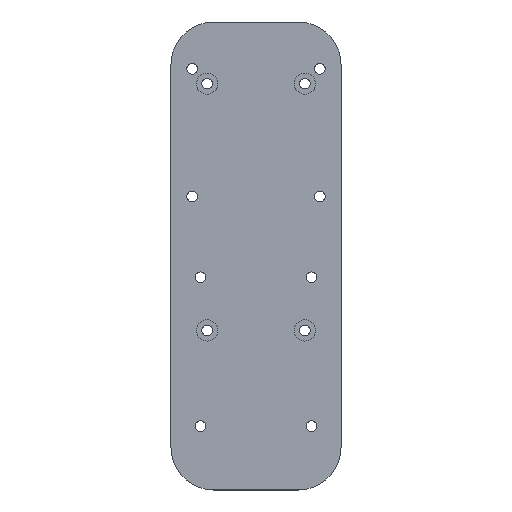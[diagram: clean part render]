
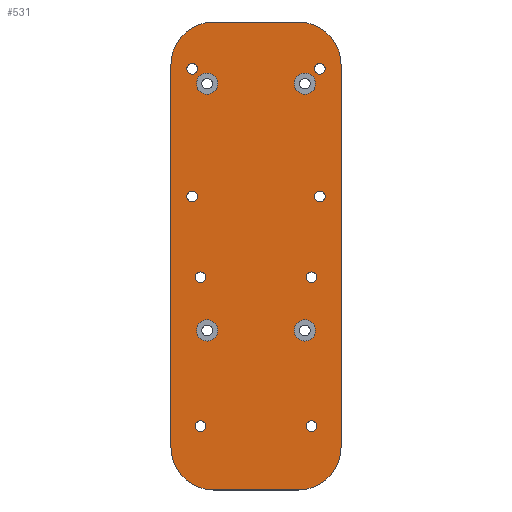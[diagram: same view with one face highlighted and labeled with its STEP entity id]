
A CAD part, top view. The second image highlights one B-rep face of the part: STEP entity #531.
In plain terms, the highlighted planar face has unit normal (0, 0, 1).
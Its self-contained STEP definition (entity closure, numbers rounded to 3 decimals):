
#15=FACE_BOUND('',#86,.T.);
#16=FACE_BOUND('',#87,.T.);
#17=FACE_BOUND('',#88,.T.);
#18=FACE_BOUND('',#89,.T.);
#19=FACE_BOUND('',#90,.T.);
#20=FACE_BOUND('',#91,.T.);
#21=FACE_BOUND('',#92,.T.);
#22=FACE_BOUND('',#93,.T.);
#23=FACE_BOUND('',#94,.T.);
#24=FACE_BOUND('',#95,.T.);
#25=FACE_BOUND('',#96,.T.);
#26=FACE_BOUND('',#97,.T.);
#44=PLANE('',#577);
#55=FACE_OUTER_BOUND('',#85,.T.);
#85=EDGE_LOOP('',(#373,#374,#375,#376,#377,#378,#379,#380));
#86=EDGE_LOOP('',(#381));
#87=EDGE_LOOP('',(#382));
#88=EDGE_LOOP('',(#383));
#89=EDGE_LOOP('',(#384));
#90=EDGE_LOOP('',(#385));
#91=EDGE_LOOP('',(#386));
#92=EDGE_LOOP('',(#387));
#93=EDGE_LOOP('',(#388));
#94=EDGE_LOOP('',(#389));
#95=EDGE_LOOP('',(#390));
#96=EDGE_LOOP('',(#391));
#97=EDGE_LOOP('',(#392));
#143=LINE('',#829,#175);
#146=LINE('',#835,#178);
#147=LINE('',#839,#179);
#148=LINE('',#843,#180);
#175=VECTOR('',#655,10.);
#178=VECTOR('',#660,10.);
#179=VECTOR('',#663,10.);
#180=VECTOR('',#666,10.);
#205=CIRCLE('',#574,10.);
#207=CIRCLE('',#578,10.);
#208=CIRCLE('',#579,10.);
#209=CIRCLE('',#580,10.);
#210=CIRCLE('',#581,2.5);
#211=CIRCLE('',#582,2.5);
#212=CIRCLE('',#583,2.5);
#213=CIRCLE('',#584,2.5);
#214=CIRCLE('',#585,1.25);
#215=CIRCLE('',#586,1.25);
#216=CIRCLE('',#587,1.25);
#217=CIRCLE('',#588,1.25);
#218=CIRCLE('',#589,1.25);
#219=CIRCLE('',#590,1.25);
#220=CIRCLE('',#591,1.25);
#221=CIRCLE('',#592,1.25);
#245=VERTEX_POINT('',#819);
#246=VERTEX_POINT('',#820);
#249=VERTEX_POINT('',#828);
#251=VERTEX_POINT('',#834);
#252=VERTEX_POINT('',#836);
#253=VERTEX_POINT('',#838);
#254=VERTEX_POINT('',#840);
#255=VERTEX_POINT('',#842);
#256=VERTEX_POINT('',#845);
#257=VERTEX_POINT('',#847);
#258=VERTEX_POINT('',#849);
#259=VERTEX_POINT('',#851);
#260=VERTEX_POINT('',#853);
#261=VERTEX_POINT('',#855);
#262=VERTEX_POINT('',#857);
#263=VERTEX_POINT('',#859);
#264=VERTEX_POINT('',#861);
#265=VERTEX_POINT('',#863);
#266=VERTEX_POINT('',#865);
#267=VERTEX_POINT('',#867);
#293=EDGE_CURVE('',#245,#246,#205,.T.);
#297=EDGE_CURVE('',#249,#246,#143,.T.);
#300=EDGE_CURVE('',#245,#251,#146,.T.);
#301=EDGE_CURVE('',#252,#251,#207,.T.);
#302=EDGE_CURVE('',#252,#253,#147,.T.);
#303=EDGE_CURVE('',#254,#253,#208,.T.);
#304=EDGE_CURVE('',#254,#255,#148,.T.);
#305=EDGE_CURVE('',#249,#255,#209,.T.);
#306=EDGE_CURVE('',#256,#256,#210,.T.);
#307=EDGE_CURVE('',#257,#257,#211,.T.);
#308=EDGE_CURVE('',#258,#258,#212,.T.);
#309=EDGE_CURVE('',#259,#259,#213,.T.);
#310=EDGE_CURVE('',#260,#260,#214,.T.);
#311=EDGE_CURVE('',#261,#261,#215,.T.);
#312=EDGE_CURVE('',#262,#262,#216,.T.);
#313=EDGE_CURVE('',#263,#263,#217,.T.);
#314=EDGE_CURVE('',#264,#264,#218,.T.);
#315=EDGE_CURVE('',#265,#265,#219,.T.);
#316=EDGE_CURVE('',#266,#266,#220,.T.);
#317=EDGE_CURVE('',#267,#267,#221,.T.);
#373=ORIENTED_EDGE('',*,*,#293,.F.);
#374=ORIENTED_EDGE('',*,*,#300,.T.);
#375=ORIENTED_EDGE('',*,*,#301,.F.);
#376=ORIENTED_EDGE('',*,*,#302,.T.);
#377=ORIENTED_EDGE('',*,*,#303,.F.);
#378=ORIENTED_EDGE('',*,*,#304,.T.);
#379=ORIENTED_EDGE('',*,*,#305,.F.);
#380=ORIENTED_EDGE('',*,*,#297,.T.);
#381=ORIENTED_EDGE('',*,*,#306,.T.);
#382=ORIENTED_EDGE('',*,*,#307,.T.);
#383=ORIENTED_EDGE('',*,*,#308,.T.);
#384=ORIENTED_EDGE('',*,*,#309,.T.);
#385=ORIENTED_EDGE('',*,*,#310,.T.);
#386=ORIENTED_EDGE('',*,*,#311,.T.);
#387=ORIENTED_EDGE('',*,*,#312,.T.);
#388=ORIENTED_EDGE('',*,*,#313,.T.);
#389=ORIENTED_EDGE('',*,*,#314,.T.);
#390=ORIENTED_EDGE('',*,*,#315,.T.);
#391=ORIENTED_EDGE('',*,*,#316,.T.);
#392=ORIENTED_EDGE('',*,*,#317,.T.);
#531=ADVANCED_FACE('',(#55,#15,#16,#17,#18,#19,#20,#21,#22,#23,#24,#25,
#26),#44,.T.);
#574=AXIS2_PLACEMENT_3D('',#821,#647,#648);
#577=AXIS2_PLACEMENT_3D('',#833,#658,#659);
#578=AXIS2_PLACEMENT_3D('',#837,#661,#662);
#579=AXIS2_PLACEMENT_3D('',#841,#664,#665);
#580=AXIS2_PLACEMENT_3D('',#844,#667,#668);
#581=AXIS2_PLACEMENT_3D('',#846,#669,#670);
#582=AXIS2_PLACEMENT_3D('',#848,#671,#672);
#583=AXIS2_PLACEMENT_3D('',#850,#673,#674);
#584=AXIS2_PLACEMENT_3D('',#852,#675,#676);
#585=AXIS2_PLACEMENT_3D('',#854,#677,#678);
#586=AXIS2_PLACEMENT_3D('',#856,#679,#680);
#587=AXIS2_PLACEMENT_3D('',#858,#681,#682);
#588=AXIS2_PLACEMENT_3D('',#860,#683,#684);
#589=AXIS2_PLACEMENT_3D('',#862,#685,#686);
#590=AXIS2_PLACEMENT_3D('',#864,#687,#688);
#591=AXIS2_PLACEMENT_3D('',#866,#689,#690);
#592=AXIS2_PLACEMENT_3D('',#868,#691,#692);
#647=DIRECTION('center_axis',(0.,0.,-1.));
#648=DIRECTION('ref_axis',(0.707,0.707,0.));
#655=DIRECTION('',(0.,1.,0.));
#658=DIRECTION('center_axis',(0.,0.,1.));
#659=DIRECTION('ref_axis',(1.,0.,0.));
#660=DIRECTION('',(-1.,0.,0.));
#661=DIRECTION('center_axis',(0.,0.,-1.));
#662=DIRECTION('ref_axis',(-0.707,0.707,0.));
#663=DIRECTION('',(0.,-1.,0.));
#664=DIRECTION('center_axis',(0.,0.,-1.));
#665=DIRECTION('ref_axis',(-0.707,-0.707,0.));
#666=DIRECTION('',(1.,0.,0.));
#667=DIRECTION('center_axis',(0.,0.,-1.));
#668=DIRECTION('ref_axis',(0.707,-0.707,0.));
#669=DIRECTION('center_axis',(0.,0.,-1.));
#670=DIRECTION('ref_axis',(-1.,0.,0.));
#671=DIRECTION('center_axis',(0.,0.,-1.));
#672=DIRECTION('ref_axis',(-1.,0.,0.));
#673=DIRECTION('center_axis',(0.,0.,-1.));
#674=DIRECTION('ref_axis',(-1.,0.,0.));
#675=DIRECTION('center_axis',(0.,0.,-1.));
#676=DIRECTION('ref_axis',(-1.,0.,0.));
#677=DIRECTION('center_axis',(0.,0.,-1.));
#678=DIRECTION('ref_axis',(1.,0.,0.));
#679=DIRECTION('center_axis',(0.,0.,-1.));
#680=DIRECTION('ref_axis',(1.,0.,0.));
#681=DIRECTION('center_axis',(0.,0.,-1.));
#682=DIRECTION('ref_axis',(1.,0.,0.));
#683=DIRECTION('center_axis',(0.,0.,-1.));
#684=DIRECTION('ref_axis',(1.,0.,0.));
#685=DIRECTION('center_axis',(0.,0.,-1.));
#686=DIRECTION('ref_axis',(1.,0.,0.));
#687=DIRECTION('center_axis',(0.,0.,-1.));
#688=DIRECTION('ref_axis',(1.,0.,0.));
#689=DIRECTION('center_axis',(0.,0.,-1.));
#690=DIRECTION('ref_axis',(1.,0.,0.));
#691=DIRECTION('center_axis',(0.,0.,-1.));
#692=DIRECTION('ref_axis',(1.,0.,0.));
#819=CARTESIAN_POINT('',(40.,110.,5.));
#820=CARTESIAN_POINT('',(50.,100.,5.));
#821=CARTESIAN_POINT('Origin',(40.,100.,5.));
#828=CARTESIAN_POINT('',(50.,10.,5.));
#829=CARTESIAN_POINT('',(50.,27.5,5.));
#833=CARTESIAN_POINT('Origin',(30.,55.,5.));
#834=CARTESIAN_POINT('',(20.,110.,5.));
#835=CARTESIAN_POINT('',(60.,110.,5.));
#836=CARTESIAN_POINT('',(10.,100.,5.));
#837=CARTESIAN_POINT('Origin',(20.,100.,5.));
#838=CARTESIAN_POINT('',(10.,10.,5.));
#839=CARTESIAN_POINT('',(10.,82.5,5.));
#840=CARTESIAN_POINT('',(20.,0.,5.));
#841=CARTESIAN_POINT('Origin',(20.,10.,5.));
#842=CARTESIAN_POINT('',(40.,0.,5.));
#843=CARTESIAN_POINT('',(0.,0.,5.));
#844=CARTESIAN_POINT('Origin',(40.,10.,5.));
#845=CARTESIAN_POINT('',(44.,37.5,5.));
#846=CARTESIAN_POINT('Origin',(41.5,37.5,5.));
#847=CARTESIAN_POINT('',(21.,95.5,5.));
#848=CARTESIAN_POINT('Origin',(18.5,95.5,5.));
#849=CARTESIAN_POINT('',(21.,37.5,5.));
#850=CARTESIAN_POINT('Origin',(18.5,37.5,5.));
#851=CARTESIAN_POINT('',(44.,95.5,5.));
#852=CARTESIAN_POINT('Origin',(41.5,95.5,5.));
#853=CARTESIAN_POINT('',(13.75,99.,5.));
#854=CARTESIAN_POINT('Origin',(15.,99.,5.));
#855=CARTESIAN_POINT('',(41.793,50.,5.));
#856=CARTESIAN_POINT('Origin',(43.043,50.,5.));
#857=CARTESIAN_POINT('',(41.793,15.,5.));
#858=CARTESIAN_POINT('Origin',(43.043,15.,5.));
#859=CARTESIAN_POINT('',(43.75,69.,5.));
#860=CARTESIAN_POINT('Origin',(45.,69.,5.));
#861=CARTESIAN_POINT('',(15.707,50.,5.));
#862=CARTESIAN_POINT('Origin',(16.957,50.,5.));
#863=CARTESIAN_POINT('',(13.75,69.,5.));
#864=CARTESIAN_POINT('Origin',(15.,69.,5.));
#865=CARTESIAN_POINT('',(15.707,15.,5.));
#866=CARTESIAN_POINT('Origin',(16.957,15.,5.));
#867=CARTESIAN_POINT('',(43.75,99.,5.));
#868=CARTESIAN_POINT('Origin',(45.,99.,5.));
